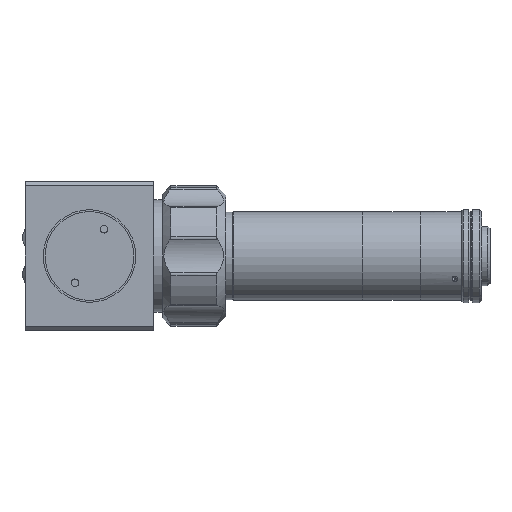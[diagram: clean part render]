
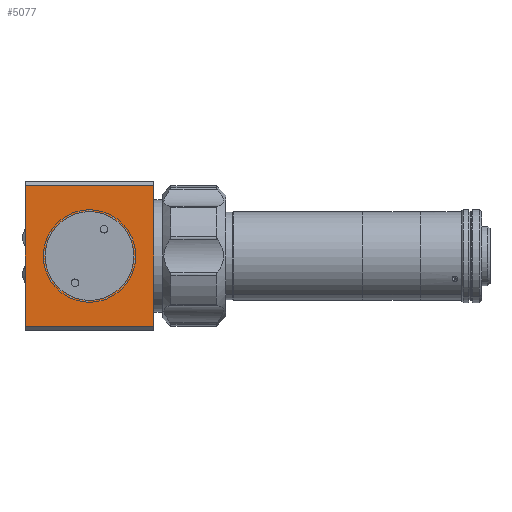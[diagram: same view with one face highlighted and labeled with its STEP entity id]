
A CAD part, front view. The second image highlights one B-rep face of the part: STEP entity #5077.
In plain terms, the highlighted planar face has unit normal (0, -1, 0).
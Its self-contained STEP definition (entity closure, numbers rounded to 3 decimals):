
#334 = DIRECTION ( 'NONE',  ( 0., 0., -1. ) ) ;
#851 = CARTESIAN_POINT ( 'NONE',  ( -27.5, -27.5, 32. ) ) ;
#1046 = CARTESIAN_POINT ( 'NONE',  ( -27.5, -27.5, 32. ) ) ;
#1351 = ORIENTED_EDGE ( 'NONE', *, *, #10019, .T. ) ;
#1908 = EDGE_CURVE ( 'NONE', #12534, #8028, #2552, .T. ) ;
#2512 = CARTESIAN_POINT ( 'NONE',  ( -27.5, -27.5, 30. ) ) ;
#2552 = LINE ( 'NONE', #5943, #5912 ) ;
#2581 = VECTOR ( 'NONE', #334, 1000. ) ;
#2605 = EDGE_CURVE ( 'NONE', #13660, #10218, #8951, .T. ) ;
#2618 = CARTESIAN_POINT ( 'NONE',  ( 0., -27.5, 0. ) ) ;
#2694 = CARTESIAN_POINT ( 'NONE',  ( 0., -27.5, -19. ) ) ;
#2752 = DIRECTION ( 'NONE',  ( 0., 1., 0. ) ) ;
#2983 = FACE_OUTER_BOUND ( 'NONE', #5630, .T. ) ;
#3646 = LINE ( 'NONE', #13487, #2581 ) ;
#3866 = ORIENTED_EDGE ( 'NONE', *, *, #6390, .T. ) ;
#4184 = ORIENTED_EDGE ( 'NONE', *, *, #14106, .F. ) ;
#4291 = DIRECTION ( 'NONE',  ( 0., 1., 0. ) ) ;
#4299 = EDGE_CURVE ( 'NONE', #6231, #9935, #6966, .T. ) ;
#4318 = ORIENTED_EDGE ( 'NONE', *, *, #1908, .T. ) ;
#4389 = CARTESIAN_POINT ( 'NONE',  ( 27.5, -27.5, -30. ) ) ;
#5077 = ADVANCED_FACE ( 'NONE', ( #8773, #2983 ), #9739, .F. ) ;
#5253 = CARTESIAN_POINT ( 'NONE',  ( 0., -27.5, 0. ) ) ;
#5287 = VECTOR ( 'NONE', #10003, 1000. ) ;
#5630 = EDGE_LOOP ( 'NONE', ( #1351, #4318, #4184, #10109 ) ) ;
#5912 = VECTOR ( 'NONE', #9318, 1000. ) ;
#5934 = DIRECTION ( 'NONE',  ( 0., 0., 1. ) ) ;
#5943 = CARTESIAN_POINT ( 'NONE',  ( 27.5, -27.5, -30. ) ) ;
#6231 = VERTEX_POINT ( 'NONE', #13552 ) ;
#6390 = EDGE_CURVE ( 'NONE', #10218, #13660, #9820, .T. ) ;
#6414 = DIRECTION ( 'NONE',  ( 0., 0., 1. ) ) ;
#6788 = AXIS2_PLACEMENT_3D ( 'NONE', #2618, #2752, #5934 ) ;
#6966 = LINE ( 'NONE', #13561, #12844 ) ;
#7313 = CARTESIAN_POINT ( 'NONE',  ( -27.5, -27.5, -30. ) ) ;
#8028 = VERTEX_POINT ( 'NONE', #4389 ) ;
#8773 = FACE_BOUND ( 'NONE', #8838, .T. ) ;
#8838 = EDGE_LOOP ( 'NONE', ( #3866, #8995 ) ) ;
#8951 = CIRCLE ( 'NONE', #10815, 19. ) ;
#8995 = ORIENTED_EDGE ( 'NONE', *, *, #2605, .T. ) ;
#9318 = DIRECTION ( 'NONE',  ( 1., 0., 0. ) ) ;
#9739 = PLANE ( 'NONE',  #13372 ) ;
#9810 = DIRECTION ( 'NONE',  ( 0., 1., 0. ) ) ;
#9820 = CIRCLE ( 'NONE', #6788, 19. ) ;
#9935 = VERTEX_POINT ( 'NONE', #2512 ) ;
#10003 = DIRECTION ( 'NONE',  ( 0., 0., -1. ) ) ;
#10019 = EDGE_CURVE ( 'NONE', #9935, #12534, #10687, .T. ) ;
#10109 = ORIENTED_EDGE ( 'NONE', *, *, #4299, .T. ) ;
#10218 = VERTEX_POINT ( 'NONE', #12247 ) ;
#10687 = LINE ( 'NONE', #1046, #5287 ) ;
#10815 = AXIS2_PLACEMENT_3D ( 'NONE', #5253, #4291, #6414 ) ;
#11412 = DIRECTION ( 'NONE',  ( -1., 0., 0. ) ) ;
#12247 = CARTESIAN_POINT ( 'NONE',  ( 0., -27.5, 19. ) ) ;
#12534 = VERTEX_POINT ( 'NONE', #7313 ) ;
#12844 = VECTOR ( 'NONE', #11412, 1000. ) ;
#13372 = AXIS2_PLACEMENT_3D ( 'NONE', #851, #9810, #14268 ) ;
#13487 = CARTESIAN_POINT ( 'NONE',  ( 27.5, -27.5, 32. ) ) ;
#13552 = CARTESIAN_POINT ( 'NONE',  ( 27.5, -27.5, 30. ) ) ;
#13561 = CARTESIAN_POINT ( 'NONE',  ( -27.5, -27.5, 30. ) ) ;
#13660 = VERTEX_POINT ( 'NONE', #2694 ) ;
#14106 = EDGE_CURVE ( 'NONE', #6231, #8028, #3646, .T. ) ;
#14268 = DIRECTION ( 'NONE',  ( 0., 0., 1. ) ) ;
